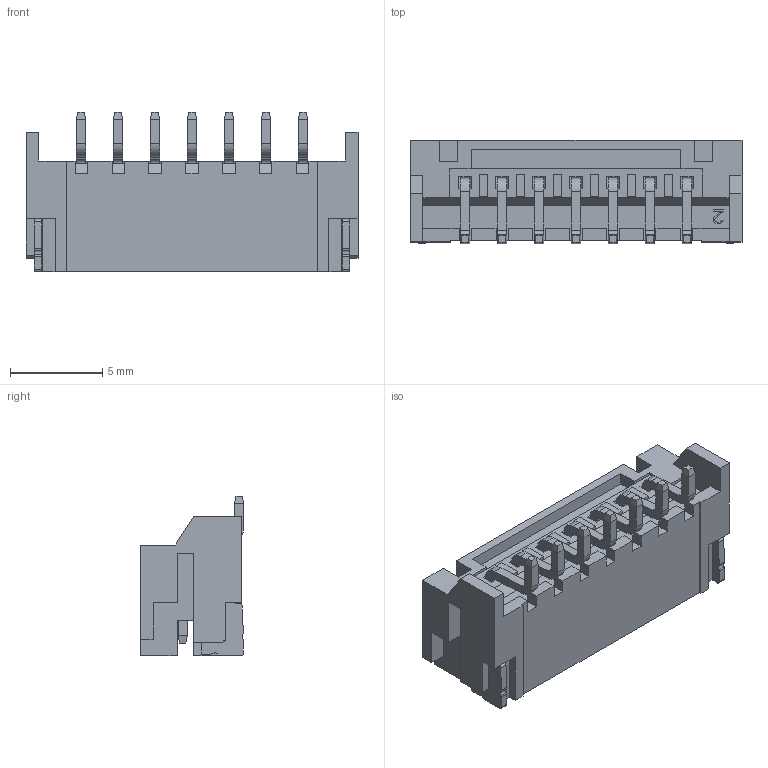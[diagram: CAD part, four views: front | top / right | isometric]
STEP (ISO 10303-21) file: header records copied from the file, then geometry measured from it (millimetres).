
FILE_DESCRIPTION((''),'2;1');
FILE_NAME('200-WTB-F-RA-SMT-CONN-7P','2021-10-18T',('Administrator'),(''),'CREO PARAMETRIC BY PTC INC, 2014500','CREO PARAMETRIC BY PTC INC, 2014500','');
FILE_SCHEMA(('CONFIG_CONTROL_DESIGN'));
Length unit declared in the file: millimetre
Products named in the file (1): 200-WTB-F-RA-SMT-CONN-7P
Bounding box: 17.95 x 5.6 x 8.65 mm (x, y, z)
Volume: 258.7 mm3; surface area: 918.3 mm2
Topology: 1 solids, 1 shells, 588 faces, 1649 edges, 1064 vertices
Faces by surface type: plane 503, cylinder 85
Entity records: 18645 total; most frequent: CARTESIAN_POINT 3301, ORIENTED_EDGE 3298, DIRECTION 2999, EDGE_CURVE 1649, VECTOR 1475, LINE 1475, VERTEX_POINT 1064, AXIS2_PLACEMENT_3D 762
